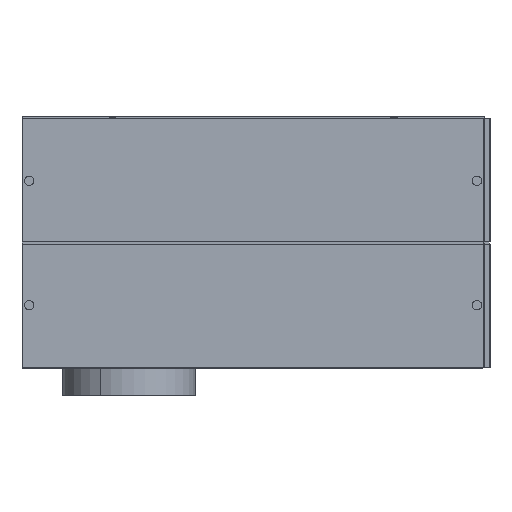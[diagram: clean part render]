
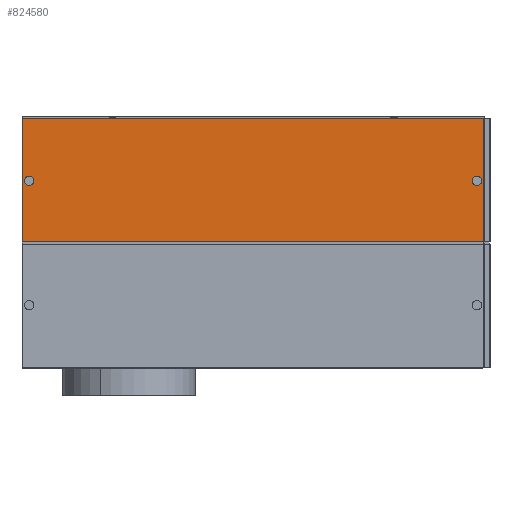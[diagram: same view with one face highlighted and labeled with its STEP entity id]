
A CAD part, left-side view. The second image highlights one B-rep face of the part: STEP entity #824580.
In plain terms, the highlighted planar face has unit normal (-1, 0, 0).
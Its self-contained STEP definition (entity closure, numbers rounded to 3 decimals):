
#10860=CARTESIAN_POINT('',(-789.5,439.,
438.4));
#10870=DIRECTION('',(0.,-1.,0.));
#10880=VECTOR('',#10870,1.);
#10890=LINE('',#10860,#10880);
#10900=CARTESIAN_POINT('',(-789.5,439.,
438.4));
#10910=VERTEX_POINT('',#10900);
#10920=CARTESIAN_POINT('',(-789.5,-428.,
438.4));
#10930=VERTEX_POINT('',#10920);
#10940=EDGE_CURVE('',#10910,#10930,#10890,.T.);
#822570=CARTESIAN_POINT('',(-789.5,4.5,
321.275));
#822580=DIRECTION('',(-1.,0.,0.));
#822590=DIRECTION('',(0.,-1.,0.));
#822600=AXIS2_PLACEMENT_3D('',#822570,#822580,#822590);
#822610=PLANE('',#822600);
#822920=CARTESIAN_POINT('',(-789.5,439.,
-30.1));
#822930=DIRECTION('',(0.,0.,1.));
#822940=VECTOR('',#822930,1.);
#822950=LINE('',#822920,#822940);
#823080=CARTESIAN_POINT('',(-789.5,-428.,
438.4));
#823090=DIRECTION('',(0.,0.,-1.));
#823100=VECTOR('',#823090,1.);
#823110=LINE('',#823080,#823100);
#823800=CARTESIAN_POINT('',(-789.5,-428.,
206.15));
#823810=VERTEX_POINT('',#823800);
#823840=EDGE_CURVE('',#10930,#823810,#823110,.T.);
#824140=CARTESIAN_POINT('',(-789.5,425.5,
321.275));
#824150=DIRECTION('',(1.,0.,0.));
#824160=DIRECTION('',(0.,0.,-1.));
#824170=AXIS2_PLACEMENT_3D('',#824140,#824150,#824160);
#824180=CIRCLE('',#824170,8.801);
#824190=CARTESIAN_POINT('',(-789.5,425.5,
330.076));
#824200=VERTEX_POINT('',#824190);
#824210=CARTESIAN_POINT('',(-789.5,425.5,
312.474));
#824220=VERTEX_POINT('',#824210);
#824230=EDGE_CURVE('',#824200,#824220,#824180,.T.);
#824240=ORIENTED_EDGE('',*,*,#824230,.T.);
#824250=EDGE_CURVE('',#824220,#824200,#824180,.T.);
#824260=ORIENTED_EDGE('',*,*,#824250,.T.);
#824270=EDGE_LOOP('',(#824260,#824240));
#824280=FACE_BOUND('',#824270,.T.);
#824290=CARTESIAN_POINT('',(-789.5,-416.5,
321.275));
#824300=DIRECTION('',(1.,0.,0.));
#824310=DIRECTION('',(0.,0.,-1.));
#824320=AXIS2_PLACEMENT_3D('',#824290,#824300,#824310);
#824330=CIRCLE('',#824320,8.801);
#824340=CARTESIAN_POINT('',(-789.5,-416.5,
312.474));
#824350=VERTEX_POINT('',#824340);
#824360=CARTESIAN_POINT('',(-789.5,-416.5,
330.076));
#824370=VERTEX_POINT('',#824360);
#824380=EDGE_CURVE('',#824350,#824370,#824330,.T.);
#824390=ORIENTED_EDGE('',*,*,#824380,.T.);
#824400=EDGE_CURVE('',#824370,#824350,#824330,.T.);
#824410=ORIENTED_EDGE('',*,*,#824400,.T.);
#824420=EDGE_LOOP('',(#824410,#824390));
#824430=FACE_BOUND('',#824420,.T.);
#824440=CARTESIAN_POINT('',(-789.5,439.,
206.15));
#824450=VERTEX_POINT('',#824440);
#824460=EDGE_CURVE('',#824450,#10910,#822950,.T.);
#824470=ORIENTED_EDGE('',*,*,#824460,.F.);
#824480=ORIENTED_EDGE('',*,*,#10940,.F.);
#824490=ORIENTED_EDGE('',*,*,#823840,.F.);
#824500=CARTESIAN_POINT('',(-789.5,4.5,
206.15));
#824510=DIRECTION('',(0.,-1.,0.));
#824520=VECTOR('',#824510,1.);
#824530=LINE('',#824500,#824520);
#824540=EDGE_CURVE('',#824450,#823810,#824530,.T.);
#824550=ORIENTED_EDGE('',*,*,#824540,.T.);
#824560=EDGE_LOOP('',(#824550,#824490,#824480,#824470));
#824570=FACE_OUTER_BOUND('',#824560,.T.);
#824580=ADVANCED_FACE('',(#824280,#824430,#824570),#822610,.T.);
